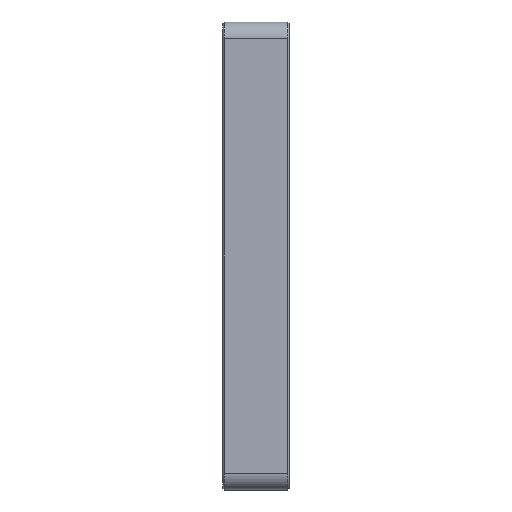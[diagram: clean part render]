
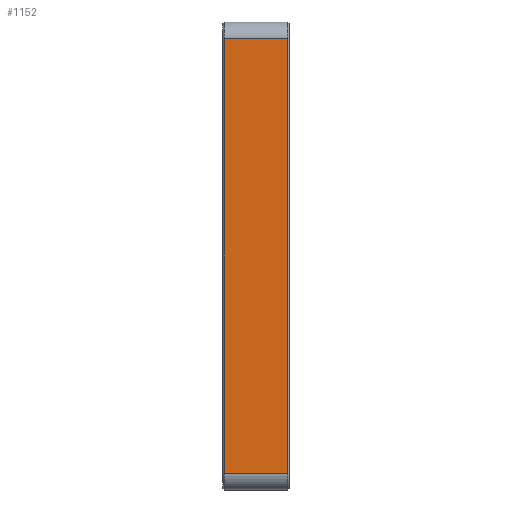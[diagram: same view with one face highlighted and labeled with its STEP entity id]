
A CAD part, left-side view. The second image highlights one B-rep face of the part: STEP entity #1152.
In plain terms, the highlighted planar face has unit normal (-1, 0, 0).
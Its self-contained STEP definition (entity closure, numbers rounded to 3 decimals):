
#65 = ORIENTED_EDGE ( 'NONE', *, *, #2111, .T. ) ;
#85 = VECTOR ( 'NONE', #3217, 1000. ) ;
#169 = DIRECTION ( 'NONE',  ( 0., 1., 0. ) ) ;
#188 = EDGE_LOOP ( 'NONE', ( #65, #864, #1538, #1842 ) ) ;
#358 = VERTEX_POINT ( 'NONE', #788 ) ;
#408 = CARTESIAN_POINT ( 'NONE',  ( -53., 6., -39.25 ) ) ;
#563 = LINE ( 'NONE', #2938, #2752 ) ;
#788 = CARTESIAN_POINT ( 'NONE',  ( -53., -5.7, 39.25 ) ) ;
#796 = PLANE ( 'NONE',  #2241 ) ;
#864 = ORIENTED_EDGE ( 'NONE', *, *, #1308, .T. ) ;
#1065 = VECTOR ( 'NONE', #1434, 1000. ) ;
#1152 = ADVANCED_FACE ( 'NONE', ( #2254 ), #796, .F. ) ;
#1308 = EDGE_CURVE ( 'NONE', #1398, #358, #3574, .T. ) ;
#1398 = VERTEX_POINT ( 'NONE', #3207 ) ;
#1433 = EDGE_CURVE ( 'NONE', #358, #3580, #563, .T. ) ;
#1434 = DIRECTION ( 'NONE',  ( 0., 0., 1. ) ) ;
#1538 = ORIENTED_EDGE ( 'NONE', *, *, #1433, .T. ) ;
#1830 = LINE ( 'NONE', #408, #85 ) ;
#1842 = ORIENTED_EDGE ( 'NONE', *, *, #2426, .T. ) ;
#1855 = CARTESIAN_POINT ( 'NONE',  ( -53., 5.7, 39.25 ) ) ;
#1867 = CARTESIAN_POINT ( 'NONE',  ( -53., -5.7, -42.25 ) ) ;
#2111 = EDGE_CURVE ( 'NONE', #3558, #1398, #1830, .T. ) ;
#2174 = CARTESIAN_POINT ( 'NONE',  ( -53., 5.7, -39.25 ) ) ;
#2206 = CARTESIAN_POINT ( 'NONE',  ( -53., 6., -42.25 ) ) ;
#2241 = AXIS2_PLACEMENT_3D ( 'NONE', #2206, #4307, #3964 ) ;
#2254 = FACE_OUTER_BOUND ( 'NONE', #188, .T. ) ;
#2426 = EDGE_CURVE ( 'NONE', #3580, #3558, #3236, .T. ) ;
#2752 = VECTOR ( 'NONE', #169, 1000. ) ;
#2918 = DIRECTION ( 'NONE',  ( 0., 0., -1. ) ) ;
#2938 = CARTESIAN_POINT ( 'NONE',  ( -53., 6., 39.25 ) ) ;
#3207 = CARTESIAN_POINT ( 'NONE',  ( -53., -5.7, -39.25 ) ) ;
#3217 = DIRECTION ( 'NONE',  ( 0., -1., 0. ) ) ;
#3236 = LINE ( 'NONE', #2174, #3376 ) ;
#3376 = VECTOR ( 'NONE', #2918, 1000. ) ;
#3558 = VERTEX_POINT ( 'NONE', #3961 ) ;
#3574 = LINE ( 'NONE', #1867, #1065 ) ;
#3580 = VERTEX_POINT ( 'NONE', #1855 ) ;
#3961 = CARTESIAN_POINT ( 'NONE',  ( -53., 5.7, -39.25 ) ) ;
#3964 = DIRECTION ( 'NONE',  ( 0., 0., -1. ) ) ;
#4307 = DIRECTION ( 'NONE',  ( 1., 0., 0. ) ) ;
